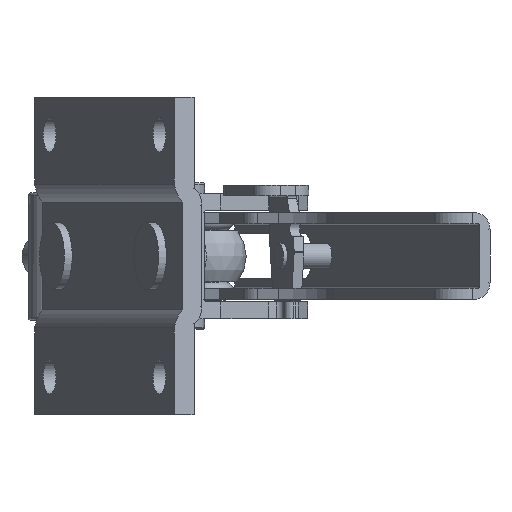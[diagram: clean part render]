
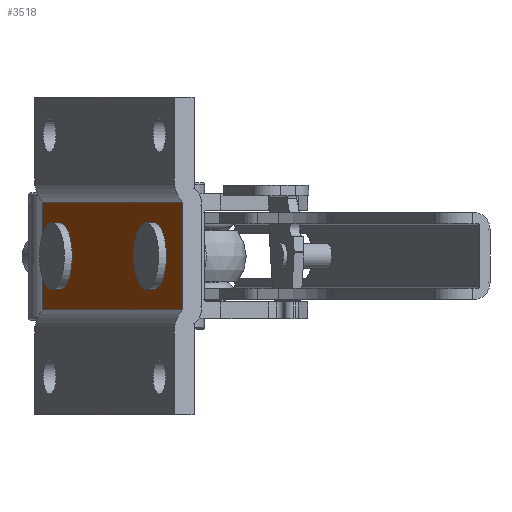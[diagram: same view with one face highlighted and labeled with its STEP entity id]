
A CAD part, front view. The second image highlights one B-rep face of the part: STEP entity #3518.
In plain terms, the highlighted face is planar.
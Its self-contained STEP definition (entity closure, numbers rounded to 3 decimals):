
#221=PLANE('',#4153);
#483=LINE('',#6302,#749);
#484=LINE('',#6306,#750);
#485=LINE('',#6308,#751);
#486=LINE('',#6309,#752);
#749=VECTOR('',#5147,89.);
#750=VECTOR('',#5152,25.4);
#751=VECTOR('',#5153,89.);
#752=VECTOR('',#5154,25.4);
#855=FACE_BOUND('',#1341,.T.);
#856=FACE_BOUND('',#1342,.T.);
#1050=FACE_OUTER_BOUND('',#1340,.T.);
#1340=EDGE_LOOP('',(#3163,#3164,#3165,#3166));
#1341=EDGE_LOOP('',(#3167));
#1342=EDGE_LOOP('',(#3168));
#1530=CIRCLE('',#4139,4.);
#1532=CIRCLE('',#4142,4.);
#1844=VERTEX_POINT('',#6262);
#1846=VERTEX_POINT('',#6267);
#1858=VERTEX_POINT('',#6299);
#1859=VERTEX_POINT('',#6301);
#1860=VERTEX_POINT('',#6305);
#1861=VERTEX_POINT('',#6307);
#2286=EDGE_CURVE('',#1844,#1844,#1530,.T.);
#2288=EDGE_CURVE('',#1846,#1846,#1532,.T.);
#2304=EDGE_CURVE('',#1859,#1858,#483,.T.);
#2306=EDGE_CURVE('',#1858,#1860,#484,.T.);
#2307=EDGE_CURVE('',#1861,#1860,#485,.T.);
#2308=EDGE_CURVE('',#1859,#1861,#486,.T.);
#3163=ORIENTED_EDGE('',*,*,#2306,.T.);
#3164=ORIENTED_EDGE('',*,*,#2307,.F.);
#3165=ORIENTED_EDGE('',*,*,#2308,.F.);
#3166=ORIENTED_EDGE('',*,*,#2304,.T.);
#3167=ORIENTED_EDGE('',*,*,#2286,.T.);
#3168=ORIENTED_EDGE('',*,*,#2288,.T.);
#3518=ADVANCED_FACE('',(#1050,#855,#856),#221,.T.);
#4139=AXIS2_PLACEMENT_3D('',#6263,#5110,#5111);
#4142=AXIS2_PLACEMENT_3D('',#6268,#5116,#5117);
#4153=AXIS2_PLACEMENT_3D('',#6304,#5150,#5151);
#5110=DIRECTION('center_axis',(0.,1.,0.));
#5111=DIRECTION('ref_axis',(-1.,0.,0.));
#5116=DIRECTION('center_axis',(0.,1.,0.));
#5117=DIRECTION('ref_axis',(-1.,0.,0.));
#5147=DIRECTION('',(0.,0.,-1.));
#5150=DIRECTION('center_axis',(0.,-1.,0.));
#5151=DIRECTION('ref_axis',(0.,0.,-1.));
#5152=DIRECTION('',(1.,0.,0.));
#5153=DIRECTION('',(0.,0.,-1.));
#5154=DIRECTION('',(1.,0.,0.));
#6262=CARTESIAN_POINT('',(42.,2.,-71.));
#6263=CARTESIAN_POINT('Origin',(38.,2.,-71.));
#6267=CARTESIAN_POINT('',(42.,2.,-11.));
#6268=CARTESIAN_POINT('Origin',(38.,2.,-11.));
#6299=CARTESIAN_POINT('',(25.3,2.,-89.));
#6301=CARTESIAN_POINT('',(25.3,2.,0.));
#6302=CARTESIAN_POINT('',(25.3,2.,0.));
#6304=CARTESIAN_POINT('Origin',(38.,2.,0.));
#6305=CARTESIAN_POINT('',(50.7,2.,-89.));
#6306=CARTESIAN_POINT('',(38.,2.,-89.));
#6307=CARTESIAN_POINT('',(50.7,2.,0.));
#6308=CARTESIAN_POINT('',(50.7,2.,0.));
#6309=CARTESIAN_POINT('',(25.3,2.,0.));
